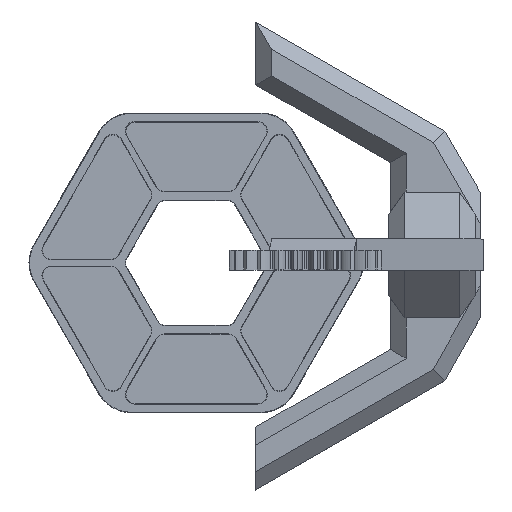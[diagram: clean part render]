
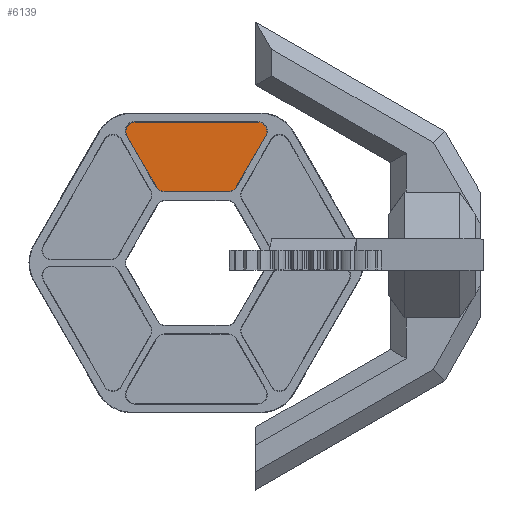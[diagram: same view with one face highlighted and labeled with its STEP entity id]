
A CAD part, top view. The second image highlights one B-rep face of the part: STEP entity #6139.
In plain terms, the highlighted planar face has unit normal (0, 0, 1).
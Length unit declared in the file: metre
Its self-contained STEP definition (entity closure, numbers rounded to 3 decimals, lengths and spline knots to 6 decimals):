
#20=ELLIPSE('',#6609,0.002383,0.002381);
#55=ELLIPSE('',#6674,0.002383,0.002381);
#56=ELLIPSE('',#6675,0.002382,0.002381);
#57=ELLIPSE('',#6676,0.002382,0.002381);
#779=LINE('',#11793,#1330);
#780=LINE('',#11797,#1331);
#781=LINE('',#11801,#1332);
#782=LINE('',#11805,#1333);
#1330=VECTOR('',#8009,1.);
#1331=VECTOR('',#8012,1.);
#1332=VECTOR('',#8015,1.);
#1333=VECTOR('',#8018,1.);
#2710=ORIENTED_EDGE('',*,*,#4012,.T.);
#2711=ORIENTED_EDGE('',*,*,#4013,.T.);
#2712=ORIENTED_EDGE('',*,*,#4014,.T.);
#2713=ORIENTED_EDGE('',*,*,#4015,.T.);
#2714=ORIENTED_EDGE('',*,*,#4016,.F.);
#2715=ORIENTED_EDGE('',*,*,#4017,.T.);
#2716=ORIENTED_EDGE('',*,*,#4018,.F.);
#2717=ORIENTED_EDGE('',*,*,#3910,.T.);
#3910=EDGE_CURVE('',#4653,#4652,#20,.T.);
#4012=EDGE_CURVE('',#4652,#4736,#779,.T.);
#4013=EDGE_CURVE('',#4736,#4737,#55,.T.);
#4014=EDGE_CURVE('',#4737,#4738,#780,.T.);
#4015=EDGE_CURVE('',#4738,#4739,#56,.T.);
#4016=EDGE_CURVE('',#4740,#4739,#781,.T.);
#4017=EDGE_CURVE('',#4740,#4741,#57,.T.);
#4018=EDGE_CURVE('',#4653,#4741,#782,.T.);
#4652=VERTEX_POINT('',#11577);
#4653=VERTEX_POINT('',#11579);
#4736=VERTEX_POINT('',#11794);
#4737=VERTEX_POINT('',#11796);
#4738=VERTEX_POINT('',#11798);
#4739=VERTEX_POINT('',#11800);
#4740=VERTEX_POINT('',#11802);
#4741=VERTEX_POINT('',#11804);
#5277=EDGE_LOOP('',(#2710,#2711,#2712,#2713,#2714,#2715,#2716,#2717));
#5635=FACE_BOUND('',#5277,.T.);
#5850=PLANE('',#6673);
#6139=ADVANCED_FACE('',(#5635),#5850,.T.);
#6609=AXIS2_PLACEMENT_3D('',#11578,#7812,#7813);
#6673=AXIS2_PLACEMENT_3D('',#11792,#8007,#8008);
#6674=AXIS2_PLACEMENT_3D('',#11795,#8010,#8011);
#6675=AXIS2_PLACEMENT_3D('',#11799,#8013,#8014);
#6676=AXIS2_PLACEMENT_3D('',#11803,#8016,#8017);
#7812=DIRECTION('',(0.,0.,1.));
#7813=DIRECTION('',(-0.866,-0.5,0.));
#8007=DIRECTION('',(0.,0.,1.));
#8008=DIRECTION('',(0.,-1.,0.));
#8009=DIRECTION('',(-1.,0.,0.));
#8010=DIRECTION('',(0.,0.,1.));
#8011=DIRECTION('',(0.866,-0.5,0.));
#8012=DIRECTION('',(0.5,-0.866,0.));
#8013=DIRECTION('',(0.,0.,1.));
#8014=DIRECTION('',(0.5,0.866,0.));
#8015=DIRECTION('',(-1.,0.,0.));
#8016=DIRECTION('',(0.,0.,1.));
#8017=DIRECTION('',(-0.5,0.866,0.));
#8018=DIRECTION('',(-0.5,-0.866,0.));
#11577=CARTESIAN_POINT('',(0.015527,0.035814,0.001143));
#11578=CARTESIAN_POINT('',(0.015526,0.033432,0.001143));
#11579=CARTESIAN_POINT('',(0.017589,0.032243,0.001143));
#11792=CARTESIAN_POINT('',(0.,0.,0.001143));
#11793=CARTESIAN_POINT('',(0.,0.035814,0.001143));
#11794=CARTESIAN_POINT('',(-0.015527,0.035814,0.001143));
#11795=CARTESIAN_POINT('',(-0.015526,0.033432,0.001143));
#11796=CARTESIAN_POINT('',(-0.017589,0.032243,0.001143));
#11797=CARTESIAN_POINT('',(0.00077,0.000445,0.001143));
#11798=CARTESIAN_POINT('',(-0.010146,0.019351,0.001143));
#11799=CARTESIAN_POINT('',(-0.008084,0.020543,0.001143));
#11800=CARTESIAN_POINT('',(-0.008084,0.018161,0.001143));
#11801=CARTESIAN_POINT('',(0.,0.018161,0.001143));
#11802=CARTESIAN_POINT('',(0.008084,0.018161,0.001143));
#11803=CARTESIAN_POINT('',(0.008084,0.020543,0.001143));
#11804=CARTESIAN_POINT('',(0.010146,0.019351,0.001143));
#11805=CARTESIAN_POINT('',(-0.00077,0.000445,0.001143));
